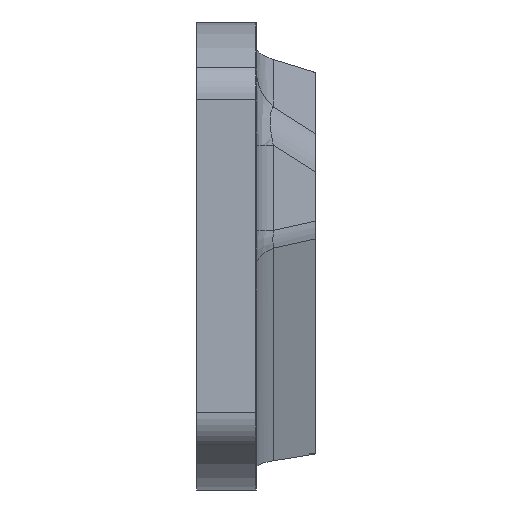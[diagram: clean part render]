
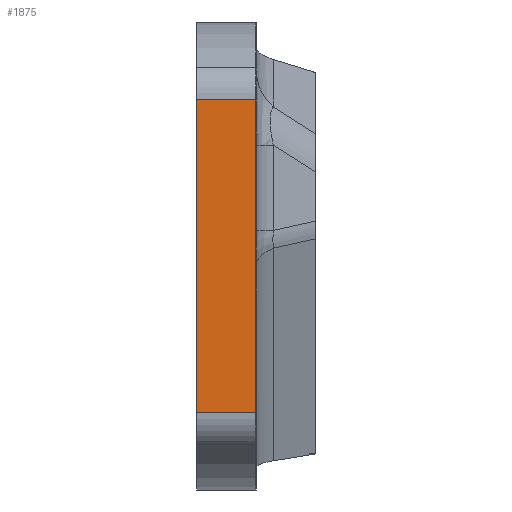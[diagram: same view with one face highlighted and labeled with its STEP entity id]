
A CAD part, left-side view. The second image highlights one B-rep face of the part: STEP entity #1875.
In plain terms, the highlighted planar face has unit normal (-1, 0, 0).
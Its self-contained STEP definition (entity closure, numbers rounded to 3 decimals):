
#109=PLANE('',#2062);
#164=LINE('',#2814,#346);
#167=LINE('',#2826,#349);
#197=LINE('',#2915,#379);
#277=LINE('',#3129,#459);
#346=VECTOR('',#2206,10.);
#349=VECTOR('',#2219,10.);
#379=VECTOR('',#2281,10.);
#459=VECTOR('',#2523,10.);
#602=FACE_OUTER_BOUND('',#713,.T.);
#713=EDGE_LOOP('',(#1603,#1604,#1605,#1606));
#879=VERTEX_POINT('',#2811);
#880=VERTEX_POINT('',#2813);
#884=VERTEX_POINT('',#2825);
#926=VERTEX_POINT('',#2911);
#1051=EDGE_CURVE('',#879,#880,#164,.T.);
#1057=EDGE_CURVE('',#880,#884,#167,.T.);
#1102=EDGE_CURVE('',#884,#926,#197,.T.);
#1209=EDGE_CURVE('',#926,#879,#277,.T.);
#1603=ORIENTED_EDGE('',*,*,#1051,.F.);
#1604=ORIENTED_EDGE('',*,*,#1209,.F.);
#1605=ORIENTED_EDGE('',*,*,#1102,.F.);
#1606=ORIENTED_EDGE('',*,*,#1057,.F.);
#1875=ADVANCED_FACE('',(#602),#109,.T.);
#2062=AXIS2_PLACEMENT_3D('',#3128,#2521,#2522);
#2206=DIRECTION('',(0.,1.,0.));
#2219=DIRECTION('',(0.,0.,1.));
#2281=DIRECTION('',(0.,-1.,0.));
#2521=DIRECTION('center_axis',(-1.,0.,0.));
#2522=DIRECTION('ref_axis',(0.,0.,-1.));
#2523=DIRECTION('',(0.,0.,-1.));
#2811=CARTESIAN_POINT('',(-138.013,-6.,-20.602));
#2813=CARTESIAN_POINT('',(-138.013,0.,-20.602));
#2814=CARTESIAN_POINT('',(-138.013,0.,-20.602));
#2825=CARTESIAN_POINT('',(-138.013,0.,10.996));
#2826=CARTESIAN_POINT('',(-138.013,0.,-22.512));
#2911=CARTESIAN_POINT('',(-138.013,-6.,10.996));
#2915=CARTESIAN_POINT('',(-138.013,0.,10.996));
#3128=CARTESIAN_POINT('Origin',(-138.013,0.,12.906));
#3129=CARTESIAN_POINT('',(-138.013,-6.,-22.512));
